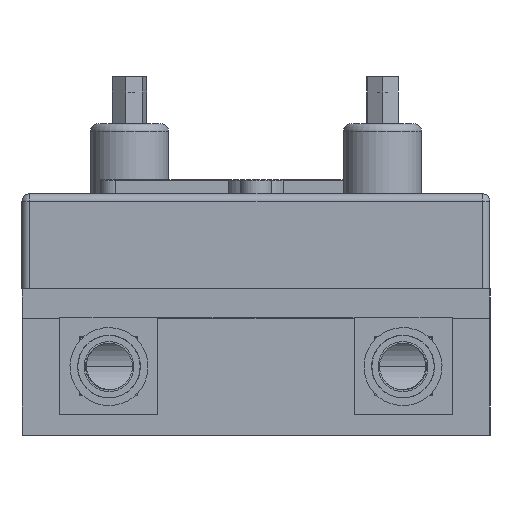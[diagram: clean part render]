
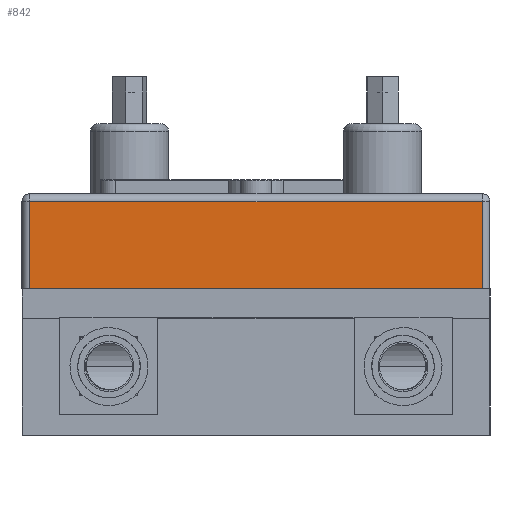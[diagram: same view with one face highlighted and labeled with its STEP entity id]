
A CAD part, left-side view. The second image highlights one B-rep face of the part: STEP entity #842.
In plain terms, the highlighted planar face has unit normal (-1, 0, 0).
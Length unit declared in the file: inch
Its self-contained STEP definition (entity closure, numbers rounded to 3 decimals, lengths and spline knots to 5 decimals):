
#304 = LINE ( 'NONE', #7691, #4717 ) ;
#341 = DIRECTION ( 'NONE',  ( 1., 0., 0. ) ) ;
#842 = ADVANCED_FACE ( 'NONE', ( #9464 ), #3929, .F. ) ;
#1493 = EDGE_CURVE ( 'NONE', #2913, #1654, #1983, .T. ) ;
#1639 = VERTEX_POINT ( 'NONE', #8797 ) ;
#1654 = VERTEX_POINT ( 'NONE', #10526 ) ;
#1887 = AXIS2_PLACEMENT_3D ( 'NONE', #6387, #341, #2077 ) ;
#1983 = LINE ( 'NONE', #11326, #7343 ) ;
#2077 = DIRECTION ( 'NONE',  ( 0., 0., -1. ) ) ;
#2297 = VERTEX_POINT ( 'NONE', #9769 ) ;
#2341 = EDGE_LOOP ( 'NONE', ( #3997, #9921, #6229, #8440 ) ) ;
#2493 = VECTOR ( 'NONE', #3729, 39.37008 ) ;
#2800 = CARTESIAN_POINT ( 'NONE',  ( -1.5, 0.61, -1.45 ) ) ;
#2913 = VERTEX_POINT ( 'NONE', #10399 ) ;
#3439 = DIRECTION ( 'NONE',  ( 0., 0., 1. ) ) ;
#3729 = DIRECTION ( 'NONE',  ( 0., -1., 0. ) ) ;
#3923 = CARTESIAN_POINT ( 'NONE',  ( -1.5, 0.61, 1.45 ) ) ;
#3929 = PLANE ( 'NONE',  #1887 ) ;
#3997 = ORIENTED_EDGE ( 'NONE', *, *, #6529, .T. ) ;
#4197 = DIRECTION ( 'NONE',  ( 0., 0., -1. ) ) ;
#4717 = VECTOR ( 'NONE', #4197, 39.37008 ) ;
#5799 = LINE ( 'NONE', #2800, #2493 ) ;
#6229 = ORIENTED_EDGE ( 'NONE', *, *, #1493, .T. ) ;
#6387 = CARTESIAN_POINT ( 'NONE',  ( -1.5, 0.61, 1.5 ) ) ;
#6529 = EDGE_CURVE ( 'NONE', #1639, #2297, #304, .T. ) ;
#7343 = VECTOR ( 'NONE', #3439, 39.37008 ) ;
#7691 = CARTESIAN_POINT ( 'NONE',  ( -1.5, 0.56, 1.5 ) ) ;
#8146 = VECTOR ( 'NONE', #10971, 39.37008 ) ;
#8440 = ORIENTED_EDGE ( 'NONE', *, *, #9704, .T. ) ;
#8797 = CARTESIAN_POINT ( 'NONE',  ( -1.5, 0.56, 1.45 ) ) ;
#9464 = FACE_OUTER_BOUND ( 'NONE', #2341, .T. ) ;
#9704 = EDGE_CURVE ( 'NONE', #1654, #1639, #10460, .T. ) ;
#9769 = CARTESIAN_POINT ( 'NONE',  ( -1.5, 0.56, -1.45 ) ) ;
#9921 = ORIENTED_EDGE ( 'NONE', *, *, #10057, .T. ) ;
#10057 = EDGE_CURVE ( 'NONE', #2297, #2913, #5799, .T. ) ;
#10399 = CARTESIAN_POINT ( 'NONE',  ( -1.5, 0., -1.45 ) ) ;
#10460 = LINE ( 'NONE', #3923, #8146 ) ;
#10526 = CARTESIAN_POINT ( 'NONE',  ( -1.5, 0., 1.45 ) ) ;
#10971 = DIRECTION ( 'NONE',  ( 0., 1., 0. ) ) ;
#11326 = CARTESIAN_POINT ( 'NONE',  ( -1.5, 0., 1.5 ) ) ;
